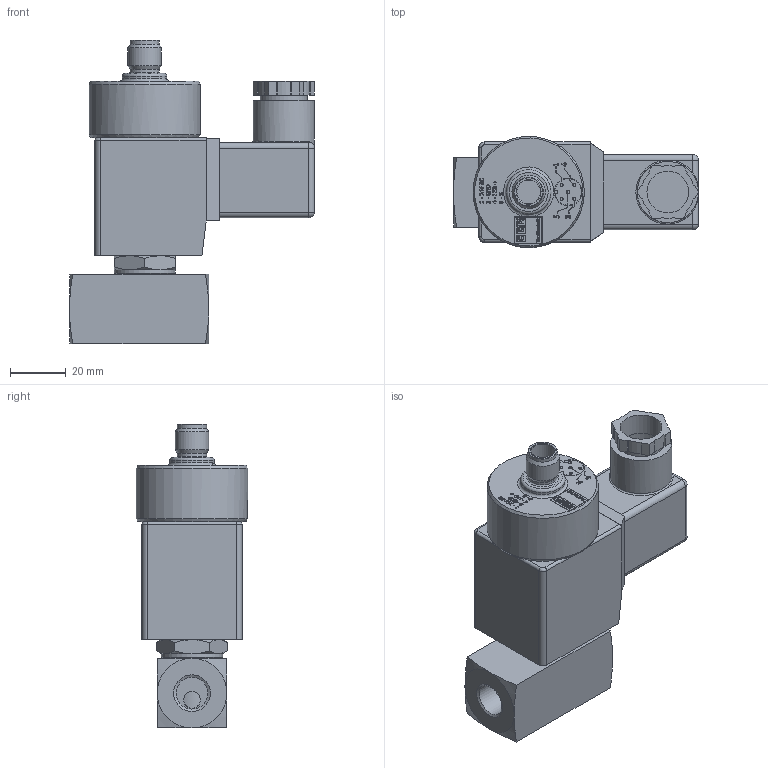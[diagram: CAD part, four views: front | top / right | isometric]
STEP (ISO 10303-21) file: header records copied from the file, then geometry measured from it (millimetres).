
FILE_DESCRIPTION(/* description */ ('3D-Modell'),/* implementation_level */ '2;1');
FILE_NAME(/* name */ '052.005625_A5242-0602-.012-OF-6H.stp',/* time_stamp */ '2023-01-24T10:42:38+01:00',/* author */ ('CBeuthner'),/* organization */ (''),/* preprocessor_version */ 'ST-DEVELOPER v16.1',/* originating_system */ 'Autodesk Inventor 2016',/* authorisation */ '');
FILE_SCHEMA (('AUTOMOTIVE_DESIGN { 1 0 10303 214 3 1 1 }'));
Products named in the file (1): 88-005799
Bounding box: 88 x 40 x 109.17 mm (x, y, z)
Volume: 127787.9 mm3; surface area: 33858.4 mm2
Topology: 1 solids, 55 shells, 1768 faces, 4611 edges, 3022 vertices
Faces by surface type: plane 1108, bspline 500, cylinder 108, cone 35, torus 9, sphere 8
Full cylindrical faces by diameter (mm): 0.905 x2, 1 x10, 1.2 x10, 2.116 x1, 4.917 x2, 6 x1, 6.2 x1, 8.5 x1, 9.5 x1, 10.5 x2, 11.445 x2, 12 x1, 15 x1, 16 x1, 17 x1, 19.775 x1, 20 x2, 20.2 x1, 20.5 x1, 22 x2, 40 x1
Entity records: 59907 total; most frequent: CARTESIAN_POINT 18353, ORIENTED_EDGE 9076, DIRECTION 6296, EDGE_CURVE 4530, LINE 3220, VECTOR 3220, VERTEX_POINT 3011, EDGE_LOOP 1961
